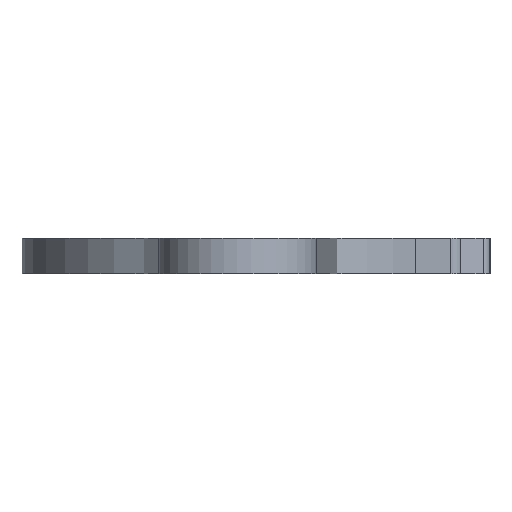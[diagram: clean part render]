
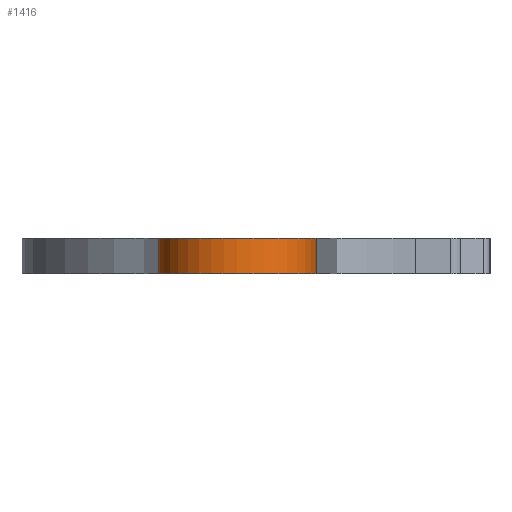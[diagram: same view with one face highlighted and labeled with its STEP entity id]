
A CAD part, front view. The second image highlights one B-rep face of the part: STEP entity #1416.
In plain terms, the highlighted cylindrical face has radius 4.504 mm (diameter 9.008 mm), a partial arc.
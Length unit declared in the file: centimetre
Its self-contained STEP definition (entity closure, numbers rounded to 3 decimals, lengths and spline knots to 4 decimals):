
#12 = FACE_OUTER_BOUND ( 'NONE', #1217, .T. ) ;
#33 = DIRECTION ( 'NONE',  ( 0., 0., -1. ) ) ;
#35 = EDGE_CURVE ( 'NONE', #568, #351, #881, .T. ) ;
#113 = DIRECTION ( 'NONE',  ( 0., 0., 1. ) ) ;
#144 = EDGE_CURVE ( 'NONE', #351, #1492, #1368, .T. ) ;
#148 = DIRECTION ( 'NONE',  ( -1., 0., 0. ) ) ;
#161 = LINE ( 'NONE', #602, #849 ) ;
#170 = CARTESIAN_POINT ( 'NONE',  ( 0., 0., 0. ) ) ;
#223 = EDGE_CURVE ( 'NONE', #457, #1492, #442, .T. ) ;
#232 = CARTESIAN_POINT ( 'NONE',  ( 0., 0., 0.2 ) ) ;
#237 = EDGE_CURVE ( 'NONE', #568, #457, #161, .T. ) ;
#261 = AXIS2_PLACEMENT_3D ( 'NONE', #170, #726, #1312 ) ;
#269 = ORIENTED_EDGE ( 'NONE', *, *, #35, .F. ) ;
#281 = CARTESIAN_POINT ( 'NONE',  ( 0.45, -0.0185, 0. ) ) ;
#324 = AXIS2_PLACEMENT_3D ( 'NONE', #378, #822, #148 ) ;
#351 = VERTEX_POINT ( 'NONE', #876 ) ;
#364 = ORIENTED_EDGE ( 'NONE', *, *, #144, .F. ) ;
#378 = CARTESIAN_POINT ( 'NONE',  ( 0., 0., 0.2 ) ) ;
#442 = CIRCLE ( 'NONE', #261, 0.4504 ) ;
#457 = VERTEX_POINT ( 'NONE', #981 ) ;
#542 = VECTOR ( 'NONE', #671, 100. ) ;
#568 = VERTEX_POINT ( 'NONE', #894 ) ;
#602 = CARTESIAN_POINT ( 'NONE',  ( -0.45, -0.0185, 0.2 ) ) ;
#605 = CYLINDRICAL_SURFACE ( 'NONE', #324, 0.4504 ) ;
#671 = DIRECTION ( 'NONE',  ( 0., 0., -1. ) ) ;
#726 = DIRECTION ( 'NONE',  ( 0., 0., 1. ) ) ;
#822 = DIRECTION ( 'NONE',  ( 0., 0., -1. ) ) ;
#827 = DIRECTION ( 'NONE',  ( 1., 0., 0. ) ) ;
#849 = VECTOR ( 'NONE', #33, 100. ) ;
#876 = CARTESIAN_POINT ( 'NONE',  ( 0.45, -0.0185, 0.2 ) ) ;
#881 = CIRCLE ( 'NONE', #1149, 0.4504 ) ;
#894 = CARTESIAN_POINT ( 'NONE',  ( -0.45, -0.0185, 0.2 ) ) ;
#981 = CARTESIAN_POINT ( 'NONE',  ( -0.45, -0.0185, 0. ) ) ;
#1119 = ORIENTED_EDGE ( 'NONE', *, *, #237, .T. ) ;
#1121 = CARTESIAN_POINT ( 'NONE',  ( 0.45, -0.0185, 0.2 ) ) ;
#1149 = AXIS2_PLACEMENT_3D ( 'NONE', #232, #113, #827 ) ;
#1217 = EDGE_LOOP ( 'NONE', ( #1480, #364, #269, #1119 ) ) ;
#1312 = DIRECTION ( 'NONE',  ( 1., 0., 0. ) ) ;
#1368 = LINE ( 'NONE', #1121, #542 ) ;
#1416 = ADVANCED_FACE ( 'NONE', ( #12 ), #605, .T. ) ;
#1480 = ORIENTED_EDGE ( 'NONE', *, *, #223, .T. ) ;
#1492 = VERTEX_POINT ( 'NONE', #281 ) ;
